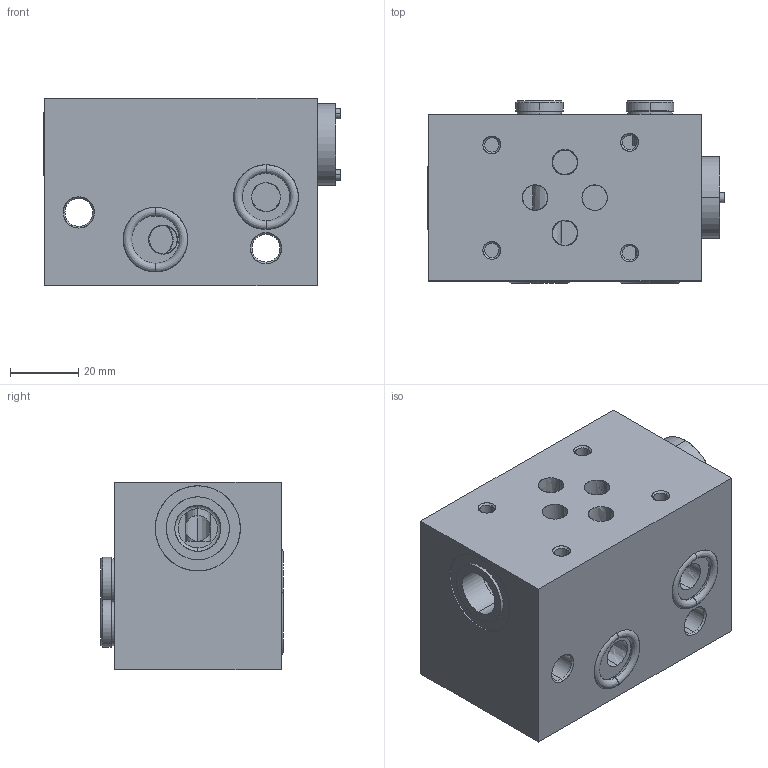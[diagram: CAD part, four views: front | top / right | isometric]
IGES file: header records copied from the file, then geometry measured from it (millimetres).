
Start section: SolidWorks IGES file using analytic representation for surfaces
Global section: file name: L_V60403012.igs; native system: SolidWorks 2014; preprocessor: SolidWorks 2014; author: arutput15; date: 141004.150309; units: millimetre
Bounding box: 87.5 x 53.57 x 55 mm (x, y, z)
Surface area: 34659.9 mm2 (no closed solid volume)
Topology: 0 solids, 0 shells, 166 faces, 2691 edges, 2691 vertices
Faces by surface type: revolution 98, bspline 68
